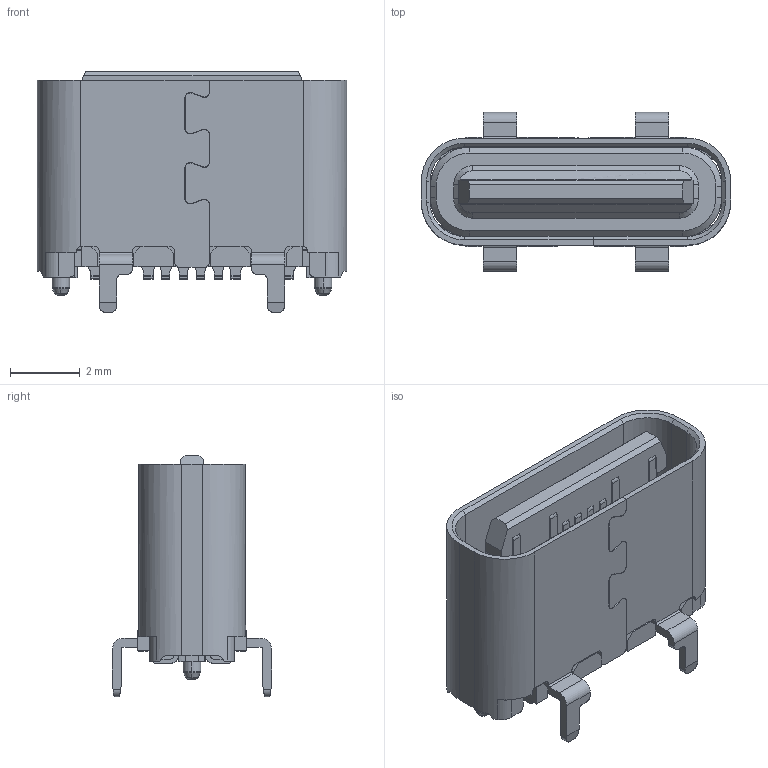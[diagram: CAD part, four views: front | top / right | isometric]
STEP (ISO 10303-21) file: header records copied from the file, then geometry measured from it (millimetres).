
FILE_DESCRIPTION (( 'STEP AP214' ), '1' );
FILE_NAME ('USB-C-SMD_GT-USB-7055E.STEP', '2024-02-01T03:48:29', ( '个人用户' ), ( '微软中国' ), 'SwSTEP 2.0', 'SolidWorks 2020', '' );
FILE_SCHEMA (( 'AUTOMOTIVE_DESIGN' ));
Length unit declared in the file: millimetre
Products named in the file (1): USB-C-SMD_GT-USB-7055E
Bounding box: 8.84 x 4.55 x 6.9 mm (x, y, z)
Surface area: 373.8 mm2 (no closed solid volume)
Topology: 0 solids, 3 shells, 965 faces, 2689 edges, 1762 vertices
Faces by surface type: plane 670, cylinder 144, bspline 114, cone 32, torus 5
Entity records: 43013 total; most frequent: CARTESIAN_POINT 9470, ORIENTED_EDGE 5373, DIRECTION 3785, EDGE_CURVE 2689, VERTEX_POINT 1762, LINE 1613, VECTOR 1613, AXIS2_PLACEMENT_3D 1086
